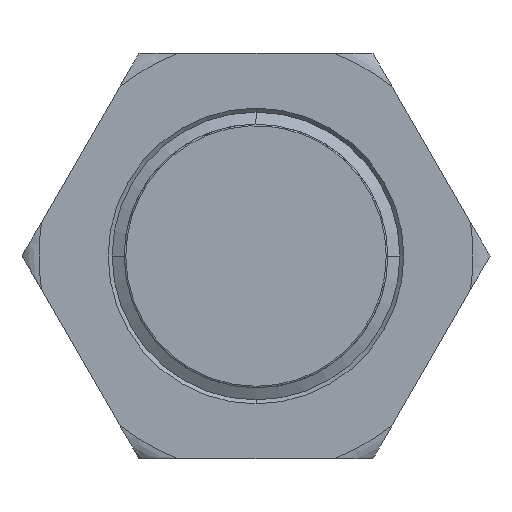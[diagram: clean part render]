
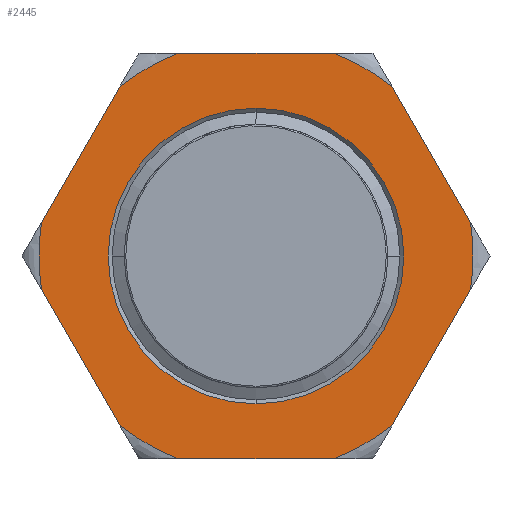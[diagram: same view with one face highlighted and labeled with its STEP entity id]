
A CAD part, front view. The second image highlights one B-rep face of the part: STEP entity #2445.
In plain terms, the highlighted planar face has unit normal (0, -1, 0).
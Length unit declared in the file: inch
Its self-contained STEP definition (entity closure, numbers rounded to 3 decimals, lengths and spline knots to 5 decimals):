
#55 = VERTEX_POINT ( 'NONE', #4804 ) ;
#102 = LINE ( 'NONE', #4176, #2482 ) ;
#144 = VECTOR ( 'NONE', #3161, 39.37008 ) ;
#215 = AXIS2_PLACEMENT_3D ( 'NONE', #1964, #1621, #2755 ) ;
#216 = CIRCLE ( 'NONE', #1445, 0.53501 ) ;
#222 = VERTEX_POINT ( 'NONE', #3612 ) ;
#235 = DIRECTION ( 'NONE',  ( 0., 0., 1. ) ) ;
#257 = CARTESIAN_POINT ( 'NONE',  ( -0.43233, -1.19314, 0.24961 ) ) ;
#261 = CARTESIAN_POINT ( 'NONE',  ( 0., -1.19314, 0. ) ) ;
#274 = VERTEX_POINT ( 'NONE', #4173 ) ;
#314 = VERTEX_POINT ( 'NONE', #2288 ) ;
#407 = CARTESIAN_POINT ( 'NONE',  ( 0.19241, -1.19314, 0.49921 ) ) ;
#416 = EDGE_LOOP ( 'NONE', ( #2187, #3966, #3960, #3166, #2102, #3948, #3051, #4412, #2689, #4082, #4308, #2256 ) ) ;
#450 = DIRECTION ( 'NONE',  ( 0., 0., 1. ) ) ;
#451 = LINE ( 'NONE', #2617, #4723 ) ;
#485 = DIRECTION ( 'NONE',  ( 0., 0., 1. ) ) ;
#633 = DIRECTION ( 'NONE',  ( -0.5, 0., -0.866 ) ) ;
#648 = DIRECTION ( 'NONE',  ( -1., 0., 0. ) ) ;
#688 = CARTESIAN_POINT ( 'NONE',  ( 0.19241, -1.19314, -0.49921 ) ) ;
#693 = DIRECTION ( 'NONE',  ( 0., 0., 1. ) ) ;
#708 = DIRECTION ( 'NONE',  ( 0., 0., 1. ) ) ;
#719 = CARTESIAN_POINT ( 'NONE',  ( 0.33612, -1.19314, -0.41624 ) ) ;
#743 = CARTESIAN_POINT ( 'NONE',  ( 0., -1.19314, -0.49921 ) ) ;
#752 = CIRCLE ( 'NONE', #3494, 0.36417 ) ;
#813 = DIRECTION ( 'NONE',  ( 1., 0., 0. ) ) ;
#820 = CARTESIAN_POINT ( 'NONE',  ( -0.33612, -1.19314, -0.41624 ) ) ;
#843 = ORIENTED_EDGE ( 'NONE', *, *, #4029, .T. ) ;
#866 = VERTEX_POINT ( 'NONE', #2642 ) ;
#922 = DIRECTION ( 'NONE',  ( 0., 1., 0. ) ) ;
#1011 = CARTESIAN_POINT ( 'NONE',  ( 0., -1.19314, 0. ) ) ;
#1247 = DIRECTION ( 'NONE',  ( 0., 1., 0. ) ) ;
#1255 = EDGE_CURVE ( 'NONE', #2526, #866, #1357, .T. ) ;
#1265 = DIRECTION ( 'NONE',  ( 0., 1., 0. ) ) ;
#1269 = DIRECTION ( 'NONE',  ( 0.5, 0., 0.866 ) ) ;
#1348 = VERTEX_POINT ( 'NONE', #407 ) ;
#1357 = CIRCLE ( 'NONE', #4332, 0.53501 ) ;
#1363 = VECTOR ( 'NONE', #1880, 39.37008 ) ;
#1392 = FACE_BOUND ( 'NONE', #2443, .T. ) ;
#1445 = AXIS2_PLACEMENT_3D ( 'NONE', #1011, #3996, #708 ) ;
#1505 = EDGE_CURVE ( 'NONE', #4296, #2874, #1516, .T. ) ;
#1516 = CIRCLE ( 'NONE', #3406, 0.53501 ) ;
#1621 = DIRECTION ( 'NONE',  ( 0., 1., 0. ) ) ;
#1674 = CIRCLE ( 'NONE', #1995, 0.53501 ) ;
#1696 = CARTESIAN_POINT ( 'NONE',  ( -0.52854, -1.19314, 0.08297 ) ) ;
#1718 = DIRECTION ( 'NONE',  ( 0., 1., 0. ) ) ;
#1734 = DIRECTION ( 'NONE',  ( 0., 0., 1. ) ) ;
#1761 = CIRCLE ( 'NONE', #215, 0.53501 ) ;
#1791 = DIRECTION ( 'NONE',  ( 0., 1., 0. ) ) ;
#1873 = EDGE_CURVE ( 'NONE', #3891, #4687, #1674, .T. ) ;
#1880 = DIRECTION ( 'NONE',  ( -0.5, 0., 0.866 ) ) ;
#1914 = EDGE_CURVE ( 'NONE', #222, #314, #2076, .T. ) ;
#1964 = CARTESIAN_POINT ( 'NONE',  ( 0., -1.19314, 0. ) ) ;
#1966 = VERTEX_POINT ( 'NONE', #3926 ) ;
#1967 = ORIENTED_EDGE ( 'NONE', *, *, #1914, .T. ) ;
#1995 = AXIS2_PLACEMENT_3D ( 'NONE', #261, #2114, #1734 ) ;
#2034 = DIRECTION ( 'NONE',  ( 0., 0., 1. ) ) ;
#2076 = CIRCLE ( 'NONE', #3959, 0.36417 ) ;
#2097 = EDGE_CURVE ( 'NONE', #3224, #2733, #216, .T. ) ;
#2102 = ORIENTED_EDGE ( 'NONE', *, *, #2157, .F. ) ;
#2114 = DIRECTION ( 'NONE',  ( 0., 1., 0. ) ) ;
#2137 = CARTESIAN_POINT ( 'NONE',  ( -0.19241, -1.19314, -0.49921 ) ) ;
#2157 = EDGE_CURVE ( 'NONE', #2733, #4296, #2732, .T. ) ;
#2164 = VECTOR ( 'NONE', #1269, 39.37008 ) ;
#2187 = ORIENTED_EDGE ( 'NONE', *, *, #4593, .F. ) ;
#2256 = ORIENTED_EDGE ( 'NONE', *, *, #4794, .F. ) ;
#2288 = CARTESIAN_POINT ( 'NONE',  ( 0., -1.19314, -0.36417 ) ) ;
#2344 = CARTESIAN_POINT ( 'NONE',  ( -0.33612, -1.19314, 0.41624 ) ) ;
#2409 = CARTESIAN_POINT ( 'NONE',  ( 0.43233, -1.19314, 0.24961 ) ) ;
#2421 = EDGE_CURVE ( 'NONE', #4687, #3224, #4748, .T. ) ;
#2443 = EDGE_LOOP ( 'NONE', ( #843, #1967 ) ) ;
#2445 = ADVANCED_FACE ( 'NONE', ( #1392, #2895 ), #3841, .F. ) ;
#2479 = VECTOR ( 'NONE', #648, 39.37008 ) ;
#2482 = VECTOR ( 'NONE', #813, 39.37008 ) ;
#2526 = VERTEX_POINT ( 'NONE', #2344 ) ;
#2553 = CARTESIAN_POINT ( 'NONE',  ( 0., -1.19314, 0. ) ) ;
#2617 = CARTESIAN_POINT ( 'NONE',  ( 0.43233, -1.19314, -0.24961 ) ) ;
#2642 = CARTESIAN_POINT ( 'NONE',  ( -0.19241, -1.19314, 0.49921 ) ) ;
#2643 = CARTESIAN_POINT ( 'NONE',  ( -0.43233, -1.19314, -0.24961 ) ) ;
#2689 = ORIENTED_EDGE ( 'NONE', *, *, #3375, .F. ) ;
#2730 = CARTESIAN_POINT ( 'NONE',  ( 0., -1.19314, 0. ) ) ;
#2732 = LINE ( 'NONE', #2643, #1363 ) ;
#2733 = VERTEX_POINT ( 'NONE', #820 ) ;
#2755 = DIRECTION ( 'NONE',  ( 0., 0., 1. ) ) ;
#2874 = VERTEX_POINT ( 'NONE', #1696 ) ;
#2895 = FACE_OUTER_BOUND ( 'NONE', #416, .T. ) ;
#3051 = ORIENTED_EDGE ( 'NONE', *, *, #2421, .F. ) ;
#3109 = AXIS2_PLACEMENT_3D ( 'NONE', #3852, #1265, #450 ) ;
#3161 = DIRECTION ( 'NONE',  ( 0.5, 0., -0.866 ) ) ;
#3166 = ORIENTED_EDGE ( 'NONE', *, *, #1505, .F. ) ;
#3174 = CARTESIAN_POINT ( 'NONE',  ( 0., -1.19314, 0. ) ) ;
#3209 = LINE ( 'NONE', #257, #2164 ) ;
#3224 = VERTEX_POINT ( 'NONE', #2137 ) ;
#3369 = DIRECTION ( 'NONE',  ( 0., 1., 0. ) ) ;
#3375 = EDGE_CURVE ( 'NONE', #274, #3891, #451, .T. ) ;
#3406 = AXIS2_PLACEMENT_3D ( 'NONE', #3174, #1718, #3988 ) ;
#3494 = AXIS2_PLACEMENT_3D ( 'NONE', #3536, #922, #235 ) ;
#3530 = CARTESIAN_POINT ( 'NONE',  ( -0.52854, -1.19314, -0.08297 ) ) ;
#3536 = CARTESIAN_POINT ( 'NONE',  ( 0., -1.19314, 0. ) ) ;
#3612 = CARTESIAN_POINT ( 'NONE',  ( 0., -1.19314, 0.36417 ) ) ;
#3613 = EDGE_CURVE ( 'NONE', #1966, #274, #1761, .T. ) ;
#3730 = AXIS2_PLACEMENT_3D ( 'NONE', #2730, #3369, #485 ) ;
#3818 = CIRCLE ( 'NONE', #3109, 0.53501 ) ;
#3841 = PLANE ( 'NONE',  #3730 ) ;
#3852 = CARTESIAN_POINT ( 'NONE',  ( 0., -1.19314, 0. ) ) ;
#3854 = CARTESIAN_POINT ( 'NONE',  ( 0., -1.19314, 0. ) ) ;
#3891 = VERTEX_POINT ( 'NONE', #719 ) ;
#3926 = CARTESIAN_POINT ( 'NONE',  ( 0.52854, -1.19314, 0.08297 ) ) ;
#3947 = EDGE_CURVE ( 'NONE', #2874, #2526, #3209, .T. ) ;
#3948 = ORIENTED_EDGE ( 'NONE', *, *, #2097, .F. ) ;
#3959 = AXIS2_PLACEMENT_3D ( 'NONE', #3854, #1247, #2034 ) ;
#3960 = ORIENTED_EDGE ( 'NONE', *, *, #3947, .F. ) ;
#3966 = ORIENTED_EDGE ( 'NONE', *, *, #1255, .F. ) ;
#3976 = LINE ( 'NONE', #2409, #144 ) ;
#3988 = DIRECTION ( 'NONE',  ( 0., 0., 1. ) ) ;
#3996 = DIRECTION ( 'NONE',  ( 0., 1., 0. ) ) ;
#4007 = EDGE_CURVE ( 'NONE', #55, #1966, #3976, .T. ) ;
#4029 = EDGE_CURVE ( 'NONE', #314, #222, #752, .T. ) ;
#4082 = ORIENTED_EDGE ( 'NONE', *, *, #3613, .F. ) ;
#4173 = CARTESIAN_POINT ( 'NONE',  ( 0.52854, -1.19314, -0.08297 ) ) ;
#4176 = CARTESIAN_POINT ( 'NONE',  ( 0., -1.19314, 0.49921 ) ) ;
#4296 = VERTEX_POINT ( 'NONE', #3530 ) ;
#4308 = ORIENTED_EDGE ( 'NONE', *, *, #4007, .F. ) ;
#4332 = AXIS2_PLACEMENT_3D ( 'NONE', #2553, #1791, #693 ) ;
#4412 = ORIENTED_EDGE ( 'NONE', *, *, #1873, .F. ) ;
#4593 = EDGE_CURVE ( 'NONE', #866, #1348, #102, .T. ) ;
#4687 = VERTEX_POINT ( 'NONE', #688 ) ;
#4723 = VECTOR ( 'NONE', #633, 39.37008 ) ;
#4748 = LINE ( 'NONE', #743, #2479 ) ;
#4794 = EDGE_CURVE ( 'NONE', #1348, #55, #3818, .T. ) ;
#4804 = CARTESIAN_POINT ( 'NONE',  ( 0.33612, -1.19314, 0.41624 ) ) ;
